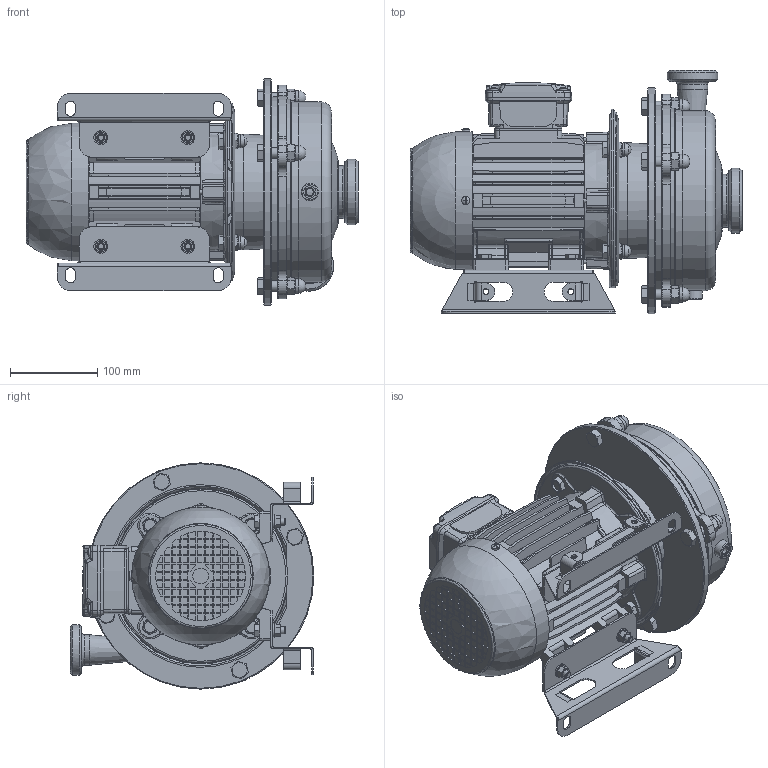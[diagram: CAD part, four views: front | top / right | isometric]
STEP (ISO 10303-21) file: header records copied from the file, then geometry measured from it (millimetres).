
FILE_DESCRIPTION(('STEP AP203'), '1');
FILE_NAME('Ýëåêòðîíàñîñíûé àãðåãàò ÎÍÖ 12,5 õ 25 Ê5_2,2_2.', '', ('UNSPECIFIED'), ('UNSPECIFIED'), 'ASCON STEP Converter 1.6', 'ASCON Math Kernel', '');
FILE_SCHEMA(('CONFIG_CONTROL_DESIGN'));
Length unit declared in the file: millimetre
Products named in the file (22): Ýëåêòðîíàñîñíûé àãðåãàò ÎÍÖ 6,3_30Ê5_2,2_2.; ﾘ琺矜 ﾌ8; Ãàéêà Ì8; 80_TOP_FF; Áîëò Ì8_2; 2.03.001; 6.01.000; 1.01.005; 6.01.007; 14; 13.11.001; 6.01.002
Assembly tree (42 placements, depth 4):
  Ýëåêòðîíàñîñíûé àãðåãàò ÎÍÖ 6,3_30Ê5_2,2_2.
    ﾘ琺矜 ﾌ8  x4
    Ãàéêà Ì8  x4
    80_TOP_FF
    Áîëò Ì8_2  x4
    (unnamed)  x2
    (unnamed)  x4
    (unnamed)  x2
    (unnamed)  x2
    (unnamed)
      (unnamed)
      2.03.001
    6.01.000
      1.01.005
      (unnamed)
      6.01.007
      (unnamed)
        14
        13.11.001
      6.01.002
    (unnamed)  x4
    (unnamed)  x4
Bounding box: 381.43 x 280 x 260 mm (x, y, z)
Volume: 1012653.7 mm3; surface area: 841493.4 mm2
Topology: 43 solids, 44 shells, 2454 faces, 5946 edges, 3738 vertices
Faces by surface type: plane 1374, cylinder 509, cone 221, torus 220, bspline 107, sphere 23
Full cylindrical faces by diameter (mm): 5 x7, 6 x4, 6.7 x4, 8 x8, 8.376 x1, 8.5 x4, 8.647 x4, 9 x4, 9.5 x7, 10 x16, 10.647 x4, 12 x8, 12.8 x4, 13 x8, 14 x1, 15 x4, 16 x5, 17 x4, 18 x1, 18.6 x1, 19 x1, 19.95 x2, 20 x1, 25 x2, 28 x1, 32 x2, 35 x1, 36 x1, 46 x1, 51 x1
Entity records: 94939 total; most frequent: CARTESIAN_POINT 29386, ORIENTED_EDGE 9742, DIRECTION 9467, EDGE_CURVE 4871, AXIS2_PLACEMENT_3D 3293, VERTEX_POINT 3206, LINE 2881, VECTOR 2881
